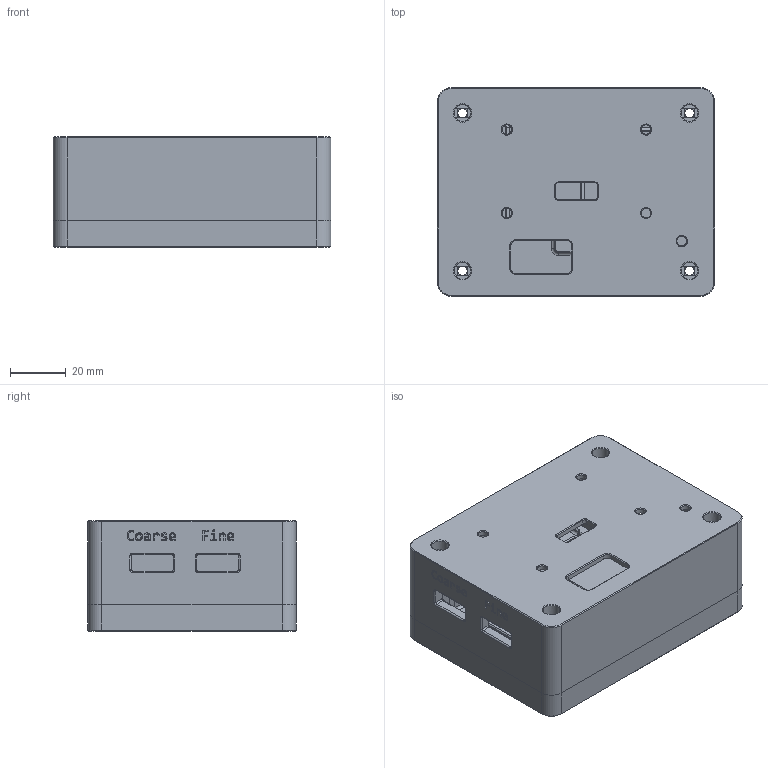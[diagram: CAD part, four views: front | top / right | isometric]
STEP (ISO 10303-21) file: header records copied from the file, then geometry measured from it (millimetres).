
FILE_DESCRIPTION(/* description */ (''),/* implementation_level */ '2;1');
FILE_NAME(/* name */ 'pico_expansion_board_2.0_enclosure.step',/* time_stamp */ '2024-08-17T21:23:47+12:00',/* author */ (''),/* organization */ (''),/* preprocessor_version */ 'ST-DEVELOPER v20',/* originating_system */ 'Autodesk Translation Framework v13.14.0.145',/* authorisation */ '');
FILE_SCHEMA (('AUTOMOTIVE_DESIGN { 1 0 10303 214 3 1 1 }'));
Length unit declared in the file: millimetre
Products named in the file (1): pico_expansion_board_2.0_enclosure
Bounding box: 99.69 x 74.8 x 39.5 mm (x, y, z)
Volume: 91101.5 mm3; surface area: 55900.8 mm2
Topology: 2 solids, 2 shells, 820 faces, 2105 edges, 1299 vertices
Faces by surface type: plane 254, bspline 243, cylinder 187, cone 78, torus 58
Full cylindrical faces by diameter (mm): 3.4 x14, 3.5 x1, 4.7 x4, 6 x4, 6.1 x2
Entity records: 27154 total; most frequent: CARTESIAN_POINT 8470, ORIENTED_EDGE 4192, DIRECTION 3366, EDGE_CURVE 2096, VERTEX_POINT 1299, AXIS2_PLACEMENT_3D 1142, LINE 1082, VECTOR 1082
